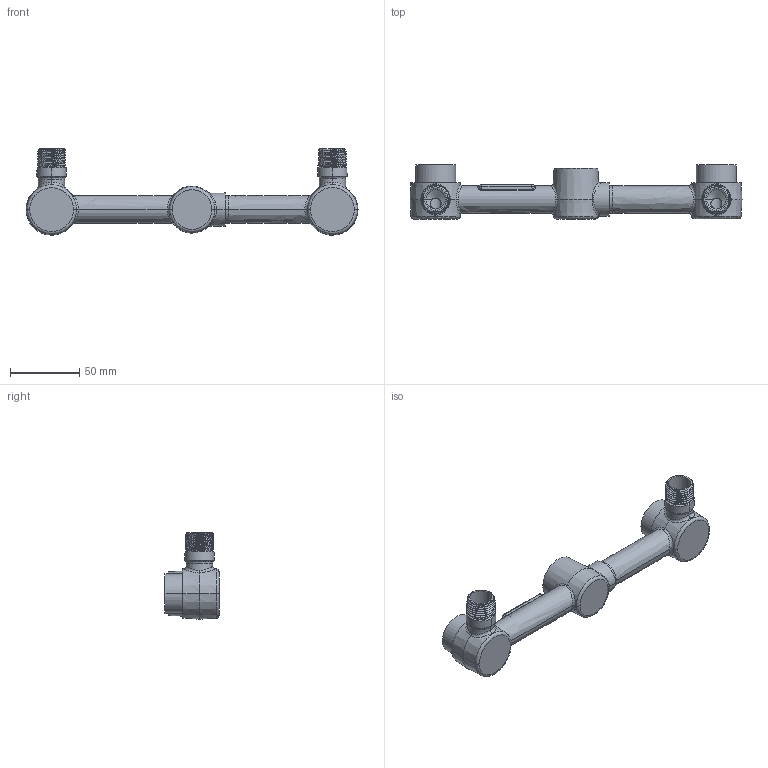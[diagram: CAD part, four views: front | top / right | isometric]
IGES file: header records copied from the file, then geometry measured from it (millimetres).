
Start section:  PTC IGES file: 1-560.igs
Global section: file name: 1-560.igs; native system: Pro/ENGINEER by Parametric Technology Corporation; preprocessor: 2009300; author: project; organization: Unknown; date: 20101130.122438; units: inch
Bounding box: 240.24 x 39.12 x 62.45 mm (x, y, z)
Surface area: 46859.5 mm2 (no closed solid volume)
Topology: 0 solids, 11 shells, 283 faces, 1229 edges, 954 vertices
Faces by surface type: revolution 173, bspline 110
